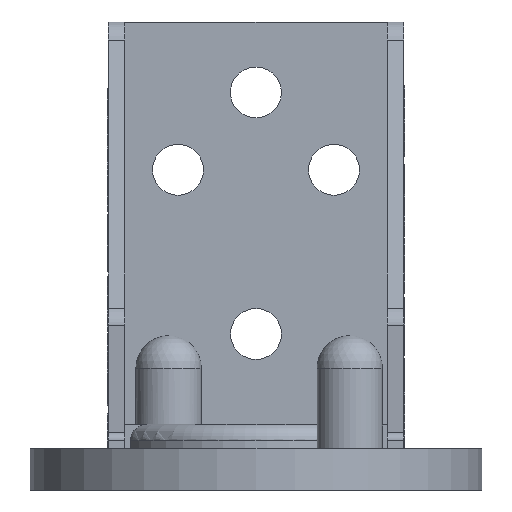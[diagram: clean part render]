
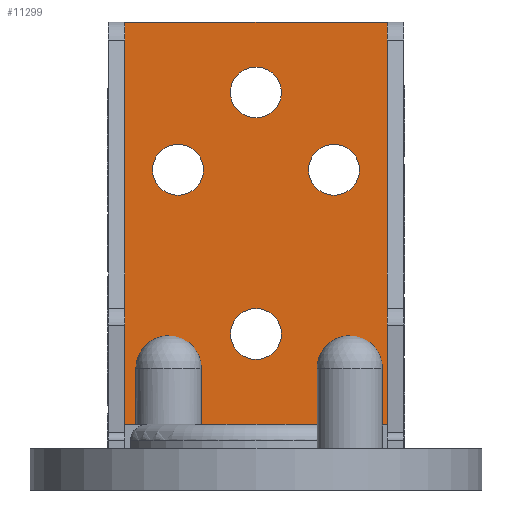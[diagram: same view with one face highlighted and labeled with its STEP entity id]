
A CAD part, front view. The second image highlights one B-rep face of the part: STEP entity #11299.
In plain terms, the highlighted planar face has unit normal (0, -1, 0).
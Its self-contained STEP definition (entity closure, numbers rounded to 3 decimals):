
#84=FACE_BOUND('',#1788,.T.);
#85=FACE_BOUND('',#1789,.T.);
#86=FACE_BOUND('',#1790,.T.);
#87=FACE_BOUND('',#1791,.T.);
#560=PLANE('',#12142);
#1139=FACE_OUTER_BOUND('',#1787,.T.);
#1787=EDGE_LOOP('',(#10422,#10423,#10424,#10425));
#1788=EDGE_LOOP('',(#10426));
#1789=EDGE_LOOP('',(#10427));
#1790=EDGE_LOOP('',(#10428));
#1791=EDGE_LOOP('',(#10429));
#3120=LINE('',#18265,#4456);
#3134=LINE('',#18300,#4470);
#3140=LINE('',#18312,#4476);
#3153=LINE('',#18360,#4489);
#4456=VECTOR('',#14979,10.);
#4470=VECTOR('',#15017,10.);
#4476=VECTOR('',#15027,10.);
#4489=VECTOR('',#15072,10.);
#4679=CIRCLE('',#11992,3.1);
#4681=CIRCLE('',#11995,3.1);
#4683=CIRCLE('',#11998,3.1);
#4684=CIRCLE('',#12000,3.1);
#5646=VERTEX_POINT('',#17895);
#5648=VERTEX_POINT('',#17901);
#5650=VERTEX_POINT('',#17907);
#5651=VERTEX_POINT('',#17911);
#5767=VERTEX_POINT('',#18262);
#5768=VERTEX_POINT('',#18264);
#5777=VERTEX_POINT('',#18299);
#5781=VERTEX_POINT('',#18311);
#7136=EDGE_CURVE('',#5646,#5646,#4679,.T.);
#7139=EDGE_CURVE('',#5648,#5648,#4681,.T.);
#7142=EDGE_CURVE('',#5650,#5650,#4683,.T.);
#7144=EDGE_CURVE('',#5651,#5651,#4684,.T.);
#7315=EDGE_CURVE('',#5768,#5767,#3120,.T.);
#7333=EDGE_CURVE('',#5777,#5768,#3134,.T.);
#7339=EDGE_CURVE('',#5781,#5777,#3140,.T.);
#7364=EDGE_CURVE('',#5781,#5767,#3153,.T.);
#10422=ORIENTED_EDGE('',*,*,#7339,.T.);
#10423=ORIENTED_EDGE('',*,*,#7333,.T.);
#10424=ORIENTED_EDGE('',*,*,#7315,.T.);
#10425=ORIENTED_EDGE('',*,*,#7364,.F.);
#10426=ORIENTED_EDGE('',*,*,#7136,.T.);
#10427=ORIENTED_EDGE('',*,*,#7139,.T.);
#10428=ORIENTED_EDGE('',*,*,#7142,.T.);
#10429=ORIENTED_EDGE('',*,*,#7144,.T.);
#11299=ADVANCED_FACE('',(#1139,#84,#85,#86,#87),#560,.T.);
#11992=AXIS2_PLACEMENT_3D('',#17897,#14624,#14625);
#11995=AXIS2_PLACEMENT_3D('',#17903,#14631,#14632);
#11998=AXIS2_PLACEMENT_3D('',#17909,#14638,#14639);
#12000=AXIS2_PLACEMENT_3D('',#17913,#14643,#14644);
#12142=AXIS2_PLACEMENT_3D('',#18392,#15099,#15100);
#14624=DIRECTION('center_axis',(0.,1.,0.));
#14625=DIRECTION('ref_axis',(-1.,0.,0.));
#14631=DIRECTION('center_axis',(0.,1.,0.));
#14632=DIRECTION('ref_axis',(-1.,0.,0.));
#14638=DIRECTION('center_axis',(0.,1.,0.));
#14639=DIRECTION('ref_axis',(-1.,0.,0.));
#14643=DIRECTION('center_axis',(0.,1.,0.));
#14644=DIRECTION('ref_axis',(-1.,0.,0.));
#14979=DIRECTION('',(0.,0.,-1.));
#15017=DIRECTION('',(-1.,0.,0.));
#15027=DIRECTION('',(0.,0.,1.));
#15072=DIRECTION('',(-1.,0.,0.));
#15099=DIRECTION('center_axis',(0.,-1.,0.));
#15100=DIRECTION('ref_axis',(0.,0.,-1.));
#17895=CARTESIAN_POINT('',(3.1,45.,19.));
#17897=CARTESIAN_POINT('Origin',(0.,45.,19.));
#17901=CARTESIAN_POINT('',(-6.4,45.,39.));
#17903=CARTESIAN_POINT('Origin',(-9.5,45.,39.));
#17907=CARTESIAN_POINT('',(12.6,45.,39.));
#17909=CARTESIAN_POINT('Origin',(9.5,45.,39.));
#17911=CARTESIAN_POINT('',(3.088,45.,48.415));
#17913=CARTESIAN_POINT('Origin',(-0.012,45.,48.415));
#18262=CARTESIAN_POINT('',(-16.,45.,2.));
#18264=CARTESIAN_POINT('',(-16.,45.,57.));
#18265=CARTESIAN_POINT('',(-16.,45.,9.56));
#18299=CARTESIAN_POINT('',(16.,45.,57.));
#18300=CARTESIAN_POINT('',(18.,45.,57.));
#18311=CARTESIAN_POINT('',(16.,45.,2.));
#18312=CARTESIAN_POINT('',(16.,45.,9.56));
#18360=CARTESIAN_POINT('',(9.,45.,2.));
#18392=CARTESIAN_POINT('Origin',(18.,45.,0.));
